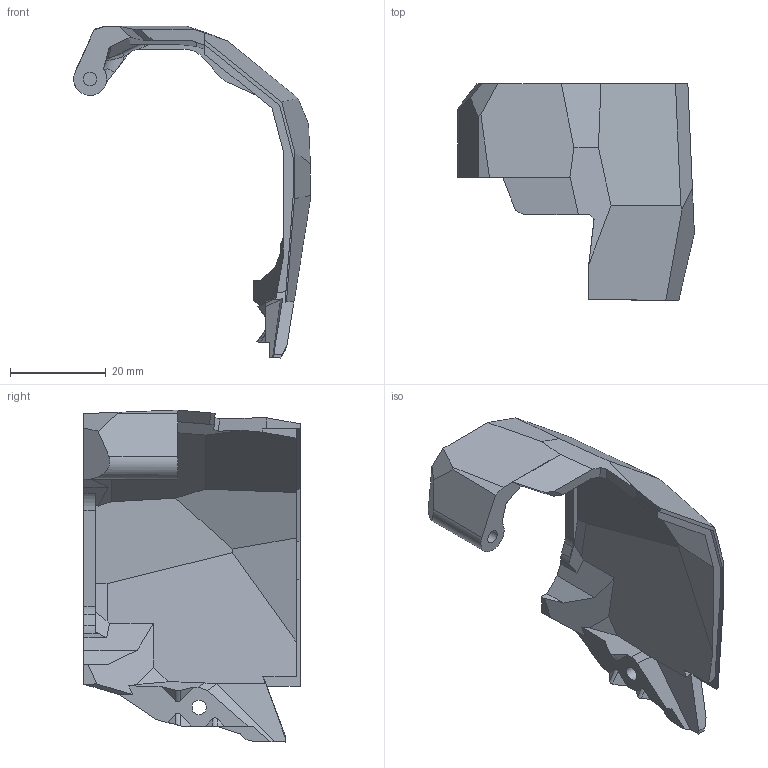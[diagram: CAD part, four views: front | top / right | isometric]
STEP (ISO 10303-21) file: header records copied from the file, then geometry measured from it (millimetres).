
FILE_DESCRIPTION(/* description */ (''),/* implementation_level */ '2;1');
FILE_NAME(/* name */ 'cable_door_PCB_EBB_SB.step',/* time_stamp */ '2023-07-13T12:19:18+02:00',/* author */ (''),/* organization */ (''),/* preprocessor_version */ 'ST-DEVELOPER v19.2',/* originating_system */ 'Autodesk Translation Framework v12.6.0.85',/* authorisation */ '');
FILE_SCHEMA (('AUTOMOTIVE_DESIGN { 1 0 10303 214 3 1 1 }'));
Length unit declared in the file: millimetre
Products named in the file (1): cable_cover_for_pcb
Bounding box: 49.47 x 45.2 x 69.38 mm (x, y, z)
Volume: 11102 mm3; surface area: 9149.6 mm2
Topology: 1 solids, 2 shells, 122 faces, 348 edges, 231 vertices
Faces by surface type: plane 102, cylinder 18, bspline 2
Full cylindrical faces by diameter (mm): 2.8 x1, 3 x1
Entity records: 4409 total; most frequent: CARTESIAN_POINT 1168, ORIENTED_EDGE 696, DIRECTION 617, EDGE_CURVE 348, LINE 305, VECTOR 305, VERTEX_POINT 231, AXIS2_PLACEMENT_3D 156
